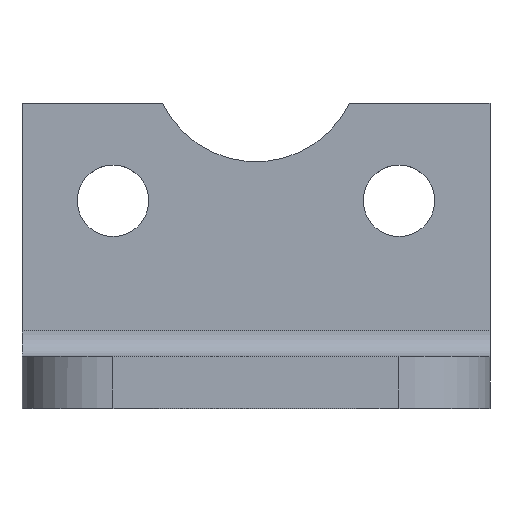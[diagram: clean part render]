
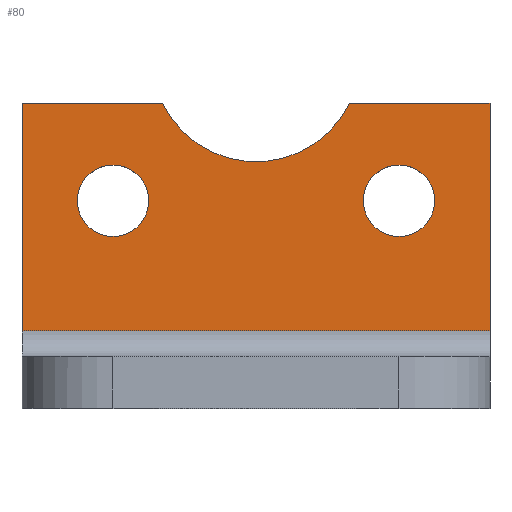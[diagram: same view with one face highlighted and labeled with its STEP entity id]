
A CAD part, top view. The second image highlights one B-rep face of the part: STEP entity #80.
In plain terms, the highlighted planar face has unit normal (0, 0, 1).
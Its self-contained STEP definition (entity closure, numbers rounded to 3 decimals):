
#80=ADVANCED_FACE('',(#108,#109,#110),#111,.T.);
#108=FACE_OUTER_BOUND('',#160,.T.);
#109=FACE_BOUND('',#161,.T.);
#110=FACE_BOUND('',#162,.T.);
#111=PLANE('',#163);
#160=EDGE_LOOP('',(#237,#238,#239,#240,#241,#242));
#161=EDGE_LOOP('',(#243,#244));
#162=EDGE_LOOP('',(#245,#246));
#163=AXIS2_PLACEMENT_3D('',#247,#248,#249);
#237=ORIENTED_EDGE('',*,*,#406,.T.);
#238=ORIENTED_EDGE('',*,*,#408,.T.);
#239=ORIENTED_EDGE('',*,*,#409,.T.);
#240=ORIENTED_EDGE('',*,*,#410,.F.);
#241=ORIENTED_EDGE('',*,*,#411,.T.);
#242=ORIENTED_EDGE('',*,*,#412,.T.);
#243=ORIENTED_EDGE('',*,*,#389,.T.);
#244=ORIENTED_EDGE('',*,*,#413,.T.);
#245=ORIENTED_EDGE('',*,*,#393,.T.);
#246=ORIENTED_EDGE('',*,*,#414,.T.);
#247=CARTESIAN_POINT('',(18.0,14.75,4.0));
#248=DIRECTION('',(0.,-0.0,1.0));
#249=DIRECTION('',(0.0,1.0,0.0));
#389=EDGE_CURVE('',#451,#448,#452,.T.);
#393=EDGE_CURVE('',#459,#456,#460,.T.);
#406=EDGE_CURVE('',#485,#483,#486,.T.);
#408=EDGE_CURVE('',#483,#488,#489,.T.);
#409=EDGE_CURVE('',#488,#490,#491,.T.);
#410=EDGE_CURVE('',#492,#490,#493,.T.);
#411=EDGE_CURVE('',#492,#494,#495,.T.);
#412=EDGE_CURVE('',#494,#485,#496,.T.);
#413=EDGE_CURVE('',#448,#451,#497,.T.);
#414=EDGE_CURVE('',#456,#459,#498,.T.);
#448=VERTEX_POINT('',#548);
#451=VERTEX_POINT('',#552);
#452=CIRCLE('',#553,2.75);
#456=VERTEX_POINT('',#558);
#459=VERTEX_POINT('',#562);
#460=CIRCLE('',#563,2.75);
#483=VERTEX_POINT('',#591);
#485=VERTEX_POINT('',#594);
#486=CIRCLE('',#595,8.0);
#488=VERTEX_POINT('',#598);
#489=LINE('',#599,#600);
#490=VERTEX_POINT('',#601);
#491=LINE('',#602,#603);
#492=VERTEX_POINT('',#604);
#493=LINE('',#605,#606);
#494=VERTEX_POINT('',#607);
#495=LINE('',#608,#609);
#496=LINE('',#610,#611);
#497=CIRCLE('',#612,2.75);
#498=CIRCLE('',#613,2.75);
#548=CARTESIAN_POINT('',(-8.25,16.0,4.0));
#552=CARTESIAN_POINT('',(-13.75,16.0,4.0));
#553=AXIS2_PLACEMENT_3D('',#683,#684,#685);
#558=CARTESIAN_POINT('',(13.75,16.0,4.0));
#562=CARTESIAN_POINT('',(8.25,16.0,4.0));
#563=AXIS2_PLACEMENT_3D('',#691,#692,#693);
#591=CARTESIAN_POINT('',(-7.194,23.5,4.0));
#594=CARTESIAN_POINT('',(7.194,23.5,4.0));
#595=AXIS2_PLACEMENT_3D('',#718,#719,#720);
#598=CARTESIAN_POINT('',(-18.0,23.5,4.0));
#599=CARTESIAN_POINT('',(18.0,23.5,4.0));
#600=VECTOR('',#722,1.0);
#601=CARTESIAN_POINT('',(-18.0,6.0,4.0));
#602=CARTESIAN_POINT('',(-18.0,6.0,4.0));
#603=VECTOR('',#723,1.0);
#604=CARTESIAN_POINT('',(18.0,6.0,4.0));
#605=CARTESIAN_POINT('',(18.0,6.0,4.0));
#606=VECTOR('',#724,1.0);
#607=CARTESIAN_POINT('',(18.0,23.5,4.0));
#608=CARTESIAN_POINT('',(18.0,6.0,4.0));
#609=VECTOR('',#725,1.0);
#610=CARTESIAN_POINT('',(18.0,23.5,4.0));
#611=VECTOR('',#726,1.0);
#612=AXIS2_PLACEMENT_3D('',#727,#728,#729);
#613=AXIS2_PLACEMENT_3D('',#730,#731,#732);
#683=CARTESIAN_POINT('',(-11.0,16.0,4.0));
#684=DIRECTION('',(0.,-0.0,-1.0));
#685=DIRECTION('',(1.0,0.0,0.));
#691=CARTESIAN_POINT('',(11.0,16.0,4.0));
#692=DIRECTION('',(0.,-0.0,-1.0));
#693=DIRECTION('',(1.0,0.0,0.));
#718=CARTESIAN_POINT('',(0.0,27.0,4.0));
#719=DIRECTION('',(0.,-0.0,-1.0));
#720=DIRECTION('',(1.0,0.0,0.));
#722=DIRECTION('',(-1.0,0.0,0.));
#723=DIRECTION('',(0.0,-1.0,-0.0));
#724=DIRECTION('',(-1.0,0.0,0.));
#725=DIRECTION('',(0.0,1.0,0.0));
#726=DIRECTION('',(-1.0,0.0,0.));
#727=CARTESIAN_POINT('',(-11.0,16.0,4.0));
#728=DIRECTION('',(0.,-0.0,-1.0));
#729=DIRECTION('',(1.0,0.0,0.));
#730=CARTESIAN_POINT('',(11.0,16.0,4.0));
#731=DIRECTION('',(0.,-0.0,-1.0));
#732=DIRECTION('',(1.0,0.0,0.));
